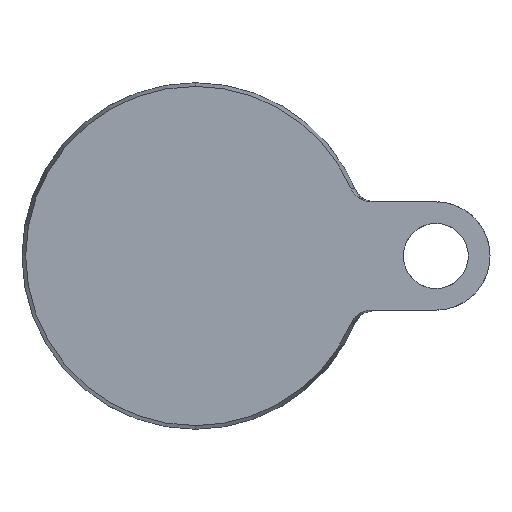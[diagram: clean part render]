
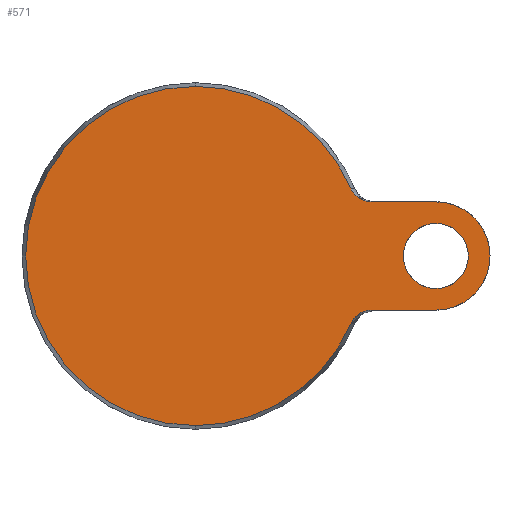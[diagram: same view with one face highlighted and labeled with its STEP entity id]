
A CAD part, front view. The second image highlights one B-rep face of the part: STEP entity #571.
In plain terms, the highlighted planar face has unit normal (0, -1, 0).
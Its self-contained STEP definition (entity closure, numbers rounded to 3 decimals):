
#7 = CARTESIAN_POINT ( 'NONE',  ( 37.032, 0., 13.927 ) ) ;
#23 = CARTESIAN_POINT ( 'NONE',  ( 37.598, 0., 13.453 ) ) ;
#57 = DIRECTION ( 'NONE',  ( 0., 1., 0. ) ) ;
#68 = AXIS2_PLACEMENT_3D ( 'NONE', #1549, #559, #653 ) ;
#96 = CIRCLE ( 'NONE', #1256, 7.5 ) ;
#104 = CARTESIAN_POINT ( 'NONE',  ( 35.928, 0., 15.535 ) ) ;
#113 = VERTEX_POINT ( 'NONE', #1315 ) ;
#128 = DIRECTION ( 'NONE',  ( 0., 0., 1. ) ) ;
#144 = CARTESIAN_POINT ( 'NONE',  ( 35.928, 0., -15.535 ) ) ;
#151 = B_SPLINE_CURVE_WITH_KNOTS ( 'NONE', 3,
 ( #144, #1165, #938, #809, #637, #1157, #273, #1281, #779, #1069, #1148, #513, #1557, #435 ),
 .UNSPECIFIED., .F., .F.,
 ( 4, 2, 2, 2, 2, 2, 4 ),
 ( 0., 0.001, 0.002, 0.003, 0.004, 0.004, 0.006 ),
 .UNSPECIFIED. ) ;
#158 = CARTESIAN_POINT ( 'NONE',  ( 15., 0., 12.5 ) ) ;
#165 = EDGE_CURVE ( 'NONE', #421, #519, #96, .T. ) ;
#176 = CARTESIAN_POINT ( 'NONE',  ( 38.221, 0., 13.07 ) ) ;
#220 = DIRECTION ( 'NONE',  ( 0., -1., 0. ) ) ;
#229 = AXIS2_PLACEMENT_3D ( 'NONE', #1006, #991, #347 ) ;
#248 = CARTESIAN_POINT ( 'NONE',  ( 39.603, 0., 12.57 ) ) ;
#266 = CARTESIAN_POINT ( 'NONE',  ( 40.579, 0., 12.5 ) ) ;
#273 = CARTESIAN_POINT ( 'NONE',  ( 37.591, 0., -13.458 ) ) ;
#312 = EDGE_LOOP ( 'NONE', ( #1423, #1502, #860, #690, #1311, #1421, #1480, #906 ) ) ;
#321 = ORIENTED_EDGE ( 'NONE', *, *, #165, .T. ) ;
#326 = DIRECTION ( 'NONE',  ( 0., 0., 1. ) ) ;
#333 = DIRECTION ( 'NONE',  ( 0., 1., 0. ) ) ;
#347 = DIRECTION ( 'NONE',  ( 0., 0., -1. ) ) ;
#376 = CARTESIAN_POINT ( 'NONE',  ( 38.665, 0., 12.866 ) ) ;
#388 = CIRCLE ( 'NONE', #68, 39.143 ) ;
#390 = VECTOR ( 'NONE', #1396, 1000. ) ;
#398 = VERTEX_POINT ( 'NONE', #1324 ) ;
#421 = VERTEX_POINT ( 'NONE', #1272 ) ;
#427 = CARTESIAN_POINT ( 'NONE',  ( 35.928, 0., -15.535 ) ) ;
#435 = CARTESIAN_POINT ( 'NONE',  ( 40.579, 0., -12.5 ) ) ;
#444 = CARTESIAN_POINT ( 'NONE',  ( 55.5, 0., -12.5 ) ) ;
#448 = AXIS2_PLACEMENT_3D ( 'NONE', #1353, #220, #1234 ) ;
#485 = EDGE_CURVE ( 'NONE', #1251, #744, #1204, .T. ) ;
#513 = CARTESIAN_POINT ( 'NONE',  ( 39.592, 0., -12.572 ) ) ;
#519 = VERTEX_POINT ( 'NONE', #773 ) ;
#541 = EDGE_CURVE ( 'NONE', #113, #543, #388, .T. ) ;
#543 = VERTEX_POINT ( 'NONE', #427 ) ;
#559 = DIRECTION ( 'NONE',  ( 0., -1., 0. ) ) ;
#561 = EDGE_CURVE ( 'NONE', #519, #421, #1084, .T. ) ;
#563 = EDGE_CURVE ( 'NONE', #543, #624, #151, .T. ) ;
#571 = ADVANCED_FACE ( 'NONE', ( #944, #1200 ), #701, .F. ) ;
#610 = VERTEX_POINT ( 'NONE', #444 ) ;
#620 = LINE ( 'NONE', #1485, #390 ) ;
#624 = VERTEX_POINT ( 'NONE', #1095 ) ;
#637 = CARTESIAN_POINT ( 'NONE',  ( 37.031, 0., -13.929 ) ) ;
#653 = DIRECTION ( 'NONE',  ( 0., 0., -1. ) ) ;
#690 = ORIENTED_EDGE ( 'NONE', *, *, #1593, .T. ) ;
#694 = CARTESIAN_POINT ( 'NONE',  ( 36.388, 0., 14.659 ) ) ;
#701 = PLANE ( 'NONE',  #1616 ) ;
#714 = VECTOR ( 'NONE', #1425, 1000. ) ;
#744 = VERTEX_POINT ( 'NONE', #104 ) ;
#773 = CARTESIAN_POINT ( 'NONE',  ( 55.5, 0., -7.5 ) ) ;
#779 = CARTESIAN_POINT ( 'NONE',  ( 38.218, 0., -13.072 ) ) ;
#785 = EDGE_CURVE ( 'NONE', #610, #624, #620, .T. ) ;
#809 = CARTESIAN_POINT ( 'NONE',  ( 36.857, 0., -14.106 ) ) ;
#815 = AXIS2_PLACEMENT_3D ( 'NONE', #1014, #1020, #128 ) ;
#860 = ORIENTED_EDGE ( 'NONE', *, *, #1221, .T. ) ;
#861 = EDGE_LOOP ( 'NONE', ( #1121, #321 ) ) ;
#862 = DIRECTION ( 'NONE',  ( 0., 0., -1. ) ) ;
#885 = CARTESIAN_POINT ( 'NONE',  ( 35.928, 0., 15.535 ) ) ;
#895 = CARTESIAN_POINT ( 'NONE',  ( 36.861, 0., 14.101 ) ) ;
#906 = ORIENTED_EDGE ( 'NONE', *, *, #1144, .F. ) ;
#938 = CARTESIAN_POINT ( 'NONE',  ( 36.381, 0., -14.668 ) ) ;
#944 = FACE_OUTER_BOUND ( 'NONE', #312, .T. ) ;
#991 = DIRECTION ( 'NONE',  ( 0., -1., 0. ) ) ;
#1006 = CARTESIAN_POINT ( 'NONE',  ( 0., 0., 0. ) ) ;
#1014 = CARTESIAN_POINT ( 'NONE',  ( 55.5, 0., 0. ) ) ;
#1020 = DIRECTION ( 'NONE',  ( 0., 1., 0. ) ) ;
#1030 = CARTESIAN_POINT ( 'NONE',  ( 38.897, 0., 12.778 ) ) ;
#1035 = LINE ( 'NONE', #158, #714 ) ;
#1057 = CIRCLE ( 'NONE', #448, 39.143 ) ;
#1069 = CARTESIAN_POINT ( 'NONE',  ( 38.663, 0., -12.866 ) ) ;
#1084 = CIRCLE ( 'NONE', #815, 7.5 ) ;
#1095 = CARTESIAN_POINT ( 'NONE',  ( 40.579, 0., -12.5 ) ) ;
#1102 = CARTESIAN_POINT ( 'NONE',  ( -39.143, 0., 0. ) ) ;
#1121 = ORIENTED_EDGE ( 'NONE', *, *, #561, .T. ) ;
#1137 = CIRCLE ( 'NONE', #1313, 12.5 ) ;
#1144 = EDGE_CURVE ( 'NONE', #1355, #610, #1137, .T. ) ;
#1148 = CARTESIAN_POINT ( 'NONE',  ( 38.891, 0., -12.781 ) ) ;
#1150 = DIRECTION ( 'NONE',  ( 0., 1., 0. ) ) ;
#1157 = CARTESIAN_POINT ( 'NONE',  ( 37.397, 0., -13.606 ) ) ;
#1165 = CARTESIAN_POINT ( 'NONE',  ( 36.124, 0., -15.081 ) ) ;
#1192 = CARTESIAN_POINT ( 'NONE',  ( 38.008, 0., 13.187 ) ) ;
#1200 = FACE_BOUND ( 'NONE', #861, .T. ) ;
#1204 = B_SPLINE_CURVE_WITH_KNOTS ( 'NONE', 3,
 ( #1438, #1626, #248, #1030, #376, #176, #1192, #23, #1429, #7, #895, #694, #1515, #885 ),
 .UNSPECIFIED., .F., .F.,
 ( 4, 2, 2, 2, 2, 2, 4 ),
 ( 0., 0.001, 0.002, 0.003, 0.004, 0.004, 0.006 ),
 .UNSPECIFIED. ) ;
#1221 = EDGE_CURVE ( 'NONE', #744, #398, #1057, .T. ) ;
#1234 = DIRECTION ( 'NONE',  ( 0., 0., -1. ) ) ;
#1243 = CARTESIAN_POINT ( 'NONE',  ( 55.5, 0., 0. ) ) ;
#1251 = VERTEX_POINT ( 'NONE', #266 ) ;
#1256 = AXIS2_PLACEMENT_3D ( 'NONE', #1461, #333, #1338 ) ;
#1272 = CARTESIAN_POINT ( 'NONE',  ( 55.5, 0., 7.5 ) ) ;
#1281 = CARTESIAN_POINT ( 'NONE',  ( 38., 0., -13.192 ) ) ;
#1292 = CARTESIAN_POINT ( 'NONE',  ( 55.5, 0., 12.5 ) ) ;
#1311 = ORIENTED_EDGE ( 'NONE', *, *, #541, .T. ) ;
#1313 = AXIS2_PLACEMENT_3D ( 'NONE', #1243, #1150, #862 ) ;
#1315 = CARTESIAN_POINT ( 'NONE',  ( 0., 0., -39.143 ) ) ;
#1324 = CARTESIAN_POINT ( 'NONE',  ( 0., 0., 39.143 ) ) ;
#1332 = EDGE_CURVE ( 'NONE', #1251, #1355, #1035, .T. ) ;
#1338 = DIRECTION ( 'NONE',  ( 0., 0., 1. ) ) ;
#1353 = CARTESIAN_POINT ( 'NONE',  ( 0., 0., 0. ) ) ;
#1355 = VERTEX_POINT ( 'NONE', #1292 ) ;
#1396 = DIRECTION ( 'NONE',  ( -1., 0., 0. ) ) ;
#1421 = ORIENTED_EDGE ( 'NONE', *, *, #563, .T. ) ;
#1423 = ORIENTED_EDGE ( 'NONE', *, *, #1332, .F. ) ;
#1425 = DIRECTION ( 'NONE',  ( 1., 0., 0. ) ) ;
#1429 = CARTESIAN_POINT ( 'NONE',  ( 37.4, 0., 13.603 ) ) ;
#1438 = CARTESIAN_POINT ( 'NONE',  ( 40.579, 0., 12.5 ) ) ;
#1461 = CARTESIAN_POINT ( 'NONE',  ( 55.5, 0., 0. ) ) ;
#1480 = ORIENTED_EDGE ( 'NONE', *, *, #785, .F. ) ;
#1485 = CARTESIAN_POINT ( 'NONE',  ( 15., 0., -12.5 ) ) ;
#1502 = ORIENTED_EDGE ( 'NONE', *, *, #485, .T. ) ;
#1515 = CARTESIAN_POINT ( 'NONE',  ( 36.124, 0., 15.081 ) ) ;
#1549 = CARTESIAN_POINT ( 'NONE',  ( 0., 0., 0. ) ) ;
#1557 = CARTESIAN_POINT ( 'NONE',  ( 40.085, 0., -12.5 ) ) ;
#1571 = CIRCLE ( 'NONE', #229, 39.143 ) ;
#1593 = EDGE_CURVE ( 'NONE', #398, #113, #1571, .T. ) ;
#1616 = AXIS2_PLACEMENT_3D ( 'NONE', #1102, #57, #326 ) ;
#1626 = CARTESIAN_POINT ( 'NONE',  ( 40.085, 0., 12.5 ) ) ;
